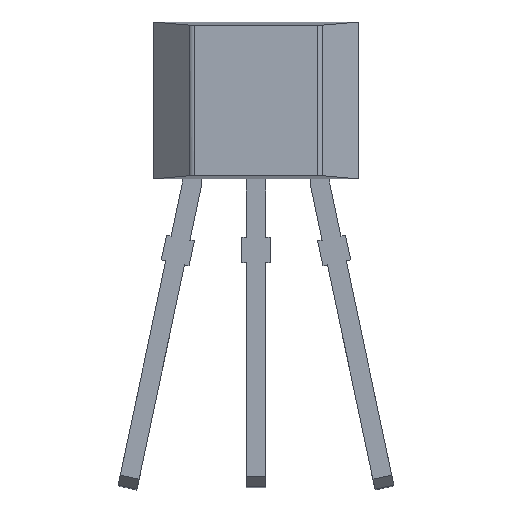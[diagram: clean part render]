
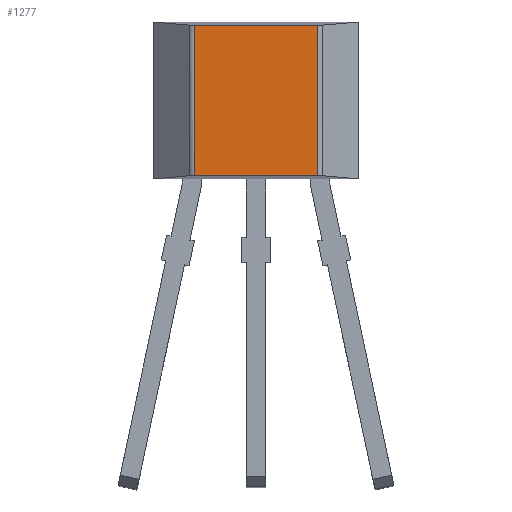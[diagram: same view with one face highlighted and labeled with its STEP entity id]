
A CAD part, top view. The second image highlights one B-rep face of the part: STEP entity #1277.
In plain terms, the highlighted planar face has unit normal (0, 0, 1).
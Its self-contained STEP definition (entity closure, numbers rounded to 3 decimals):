
#23=PLANE('',#1369);
#92=FACE_OUTER_BOUND('',#163,.T.);
#163=EDGE_LOOP('',(#915,#916,#917,#918));
#246=LINE('',#1802,#423);
#247=LINE('',#1808,#424);
#248=LINE('',#1809,#425);
#249=LINE('',#1810,#426);
#423=VECTOR('',#1462,1000.);
#424=VECTOR('',#1469,1000.);
#425=VECTOR('',#1470,1000.);
#426=VECTOR('',#1471,1000.);
#600=VERTEX_POINT('',#1800);
#601=VERTEX_POINT('',#1801);
#602=VERTEX_POINT('',#1806);
#603=VERTEX_POINT('',#1807);
#724=EDGE_CURVE('',#600,#601,#246,.T.);
#727=EDGE_CURVE('',#602,#603,#247,.T.);
#728=EDGE_CURVE('',#602,#600,#248,.T.);
#729=EDGE_CURVE('',#601,#603,#249,.T.);
#915=ORIENTED_EDGE('',*,*,#727,.F.);
#916=ORIENTED_EDGE('',*,*,#728,.T.);
#917=ORIENTED_EDGE('',*,*,#724,.T.);
#918=ORIENTED_EDGE('',*,*,#729,.T.);
#1277=ADVANCED_FACE('',(#92),#23,.F.);
#1369=AXIS2_PLACEMENT_3D('',#1805,#1467,#1468);
#1462=DIRECTION('',(0.,-1.,0.));
#1467=DIRECTION('center_axis',(0.,0.,-1.));
#1468=DIRECTION('ref_axis',(-1.,0.,0.));
#1469=DIRECTION('',(0.,-1.,0.));
#1470=DIRECTION('',(-1.,0.,0.));
#1471=DIRECTION('',(1.,0.,0.));
#1800=CARTESIAN_POINT('',(-1.216,4.684,0.785));
#1801=CARTESIAN_POINT('',(-1.216,1.716,0.785));
#1802=CARTESIAN_POINT('',(-1.216,4.75,0.785));
#1805=CARTESIAN_POINT('Origin',(-1.216,4.75,0.785));
#1806=CARTESIAN_POINT('',(1.216,4.684,0.785));
#1807=CARTESIAN_POINT('',(1.216,1.716,0.785));
#1808=CARTESIAN_POINT('',(1.216,4.75,0.785));
#1809=CARTESIAN_POINT('',(-1.216,4.684,0.785));
#1810=CARTESIAN_POINT('',(-1.216,1.716,0.785));
